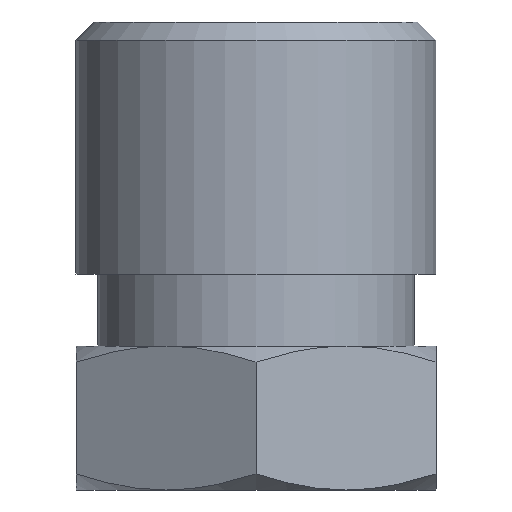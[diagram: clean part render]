
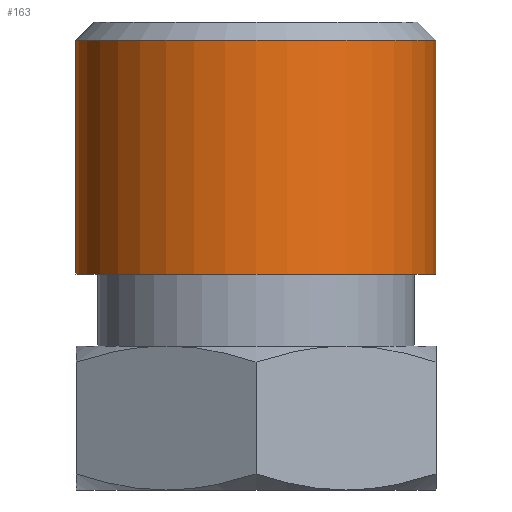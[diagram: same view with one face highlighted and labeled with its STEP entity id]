
A CAD part, front view. The second image highlights one B-rep face of the part: STEP entity #163.
In plain terms, the highlighted cylindrical face has radius 5 mm (diameter 10 mm), a full revolution.
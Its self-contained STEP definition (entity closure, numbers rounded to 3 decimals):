
#17 = EDGE_CURVE ( 'NONE', #376, #376, #497, .T. ) ;
#45 = CARTESIAN_POINT ( 'NONE',  ( 0., 0., 12.5 ) ) ;
#84 = FACE_OUTER_BOUND ( 'NONE', #107, .T. ) ;
#85 = CARTESIAN_POINT ( 'NONE',  ( 0., 0., 6. ) ) ;
#107 = EDGE_LOOP ( 'NONE', ( #132 ) ) ;
#132 = ORIENTED_EDGE ( 'NONE', *, *, #17, .T. ) ;
#163 = ADVANCED_FACE ( 'NONE', ( #84, #293 ), #233, .T. ) ;
#233 = CYLINDRICAL_SURFACE ( 'NONE', #718, 5. ) ;
#240 = CARTESIAN_POINT ( 'NONE',  ( 0., 0., 13. ) ) ;
#277 = DIRECTION ( 'NONE',  ( 1., 0., 0. ) ) ;
#293 = FACE_OUTER_BOUND ( 'NONE', #538, .T. ) ;
#304 = AXIS2_PLACEMENT_3D ( 'NONE', #45, #741, #543 ) ;
#376 = VERTEX_POINT ( 'NONE', #627 ) ;
#418 = EDGE_CURVE ( 'NONE', #646, #646, #788, .T. ) ;
#475 = DIRECTION ( 'NONE',  ( -1., 0., 0. ) ) ;
#487 = ORIENTED_EDGE ( 'NONE', *, *, #418, .T. ) ;
#497 = CIRCLE ( 'NONE', #304, 5. ) ;
#538 = EDGE_LOOP ( 'NONE', ( #487 ) ) ;
#543 = DIRECTION ( 'NONE',  ( 1., 0., 0. ) ) ;
#572 = CARTESIAN_POINT ( 'NONE',  ( 5., 0., 6. ) ) ;
#627 = CARTESIAN_POINT ( 'NONE',  ( 5., 0., 12.5 ) ) ;
#646 = VERTEX_POINT ( 'NONE', #572 ) ;
#684 = DIRECTION ( 'NONE',  ( 0., 0., -1. ) ) ;
#718 = AXIS2_PLACEMENT_3D ( 'NONE', #240, #684, #475 ) ;
#741 = DIRECTION ( 'NONE',  ( 0., 0., -1. ) ) ;
#767 = AXIS2_PLACEMENT_3D ( 'NONE', #85, #792, #277 ) ;
#788 = CIRCLE ( 'NONE', #767, 5. ) ;
#792 = DIRECTION ( 'NONE',  ( 0., 0., 1. ) ) ;
